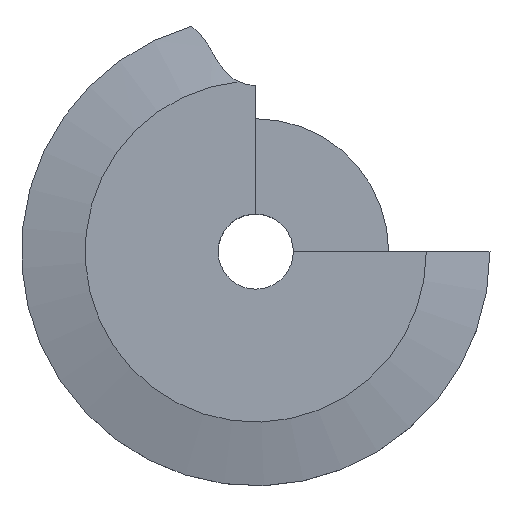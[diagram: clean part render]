
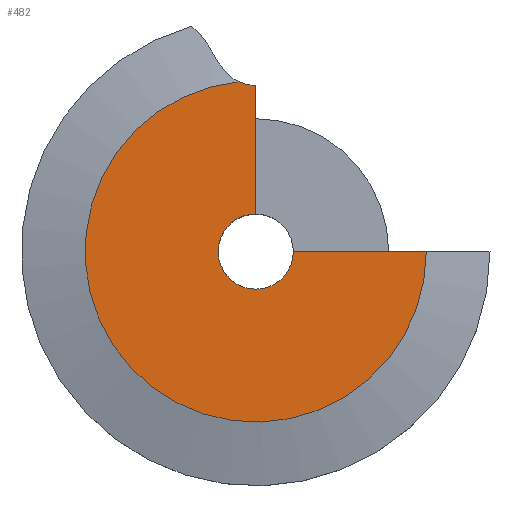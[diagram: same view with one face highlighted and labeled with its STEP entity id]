
A CAD part, top view. The second image highlights one B-rep face of the part: STEP entity #482.
In plain terms, the highlighted planar face has unit normal (0, 0, 1).
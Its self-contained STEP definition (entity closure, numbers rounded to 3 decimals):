
#21 = VECTOR ( 'NONE', #315, 1000. ) ;
#23 = PLANE ( 'NONE',  #502 ) ;
#33 = LINE ( 'NONE', #493, #263 ) ;
#67 = CARTESIAN_POINT ( 'NONE',  ( -3.322, 33.844, 7.302 ) ) ;
#77 = CIRCLE ( 'NONE', #384, 34.007 ) ;
#79 = EDGE_CURVE ( 'NONE', #131, #496, #77, .T. ) ;
#85 = DIRECTION ( 'NONE',  ( 0., 0., -1. ) ) ;
#91 = VERTEX_POINT ( 'NONE', #105 ) ;
#93 = AXIS2_PLACEMENT_3D ( 'NONE', #225, #85, #135 ) ;
#105 = CARTESIAN_POINT ( 'NONE',  ( 0., 33.119, 7.302 ) ) ;
#106 = CARTESIAN_POINT ( 'NONE',  ( 34.007, 0., 7.302 ) ) ;
#109 = DIRECTION ( 'NONE',  ( -1., 0., 0. ) ) ;
#131 = VERTEX_POINT ( 'NONE', #410 ) ;
#134 = EDGE_CURVE ( 'NONE', #131, #486, #33, .T. ) ;
#135 = DIRECTION ( 'NONE',  ( 1., 0., 0. ) ) ;
#143 = ORIENTED_EDGE ( 'NONE', *, *, #381, .F. ) ;
#180 = ORIENTED_EDGE ( 'NONE', *, *, #390, .F. ) ;
#181 = ORIENTED_EDGE ( 'NONE', *, *, #271, .T. ) ;
#225 = CARTESIAN_POINT ( 'NONE',  ( 0., 0., 7.302 ) ) ;
#226 = DIRECTION ( 'NONE',  ( 0., 0., -1. ) ) ;
#227 = DIRECTION ( 'NONE',  ( 0., 0., 1. ) ) ;
#232 = ORIENTED_EDGE ( 'NONE', *, *, #79, .F. ) ;
#239 = VERTEX_POINT ( 'NONE', #302 ) ;
#263 = VECTOR ( 'NONE', #109, 1000. ) ;
#271 = EDGE_CURVE ( 'NONE', #486, #239, #309, .T. ) ;
#276 = ORIENTED_EDGE ( 'NONE', *, *, #134, .T. ) ;
#282 = FACE_OUTER_BOUND ( 'NONE', #319, .T. ) ;
#302 = CARTESIAN_POINT ( 'NONE',  ( 0., 7.5, 7.302 ) ) ;
#309 = CIRCLE ( 'NONE', #93, 7.5 ) ;
#315 = DIRECTION ( 'NONE',  ( 0., -1., 0. ) ) ;
#319 = EDGE_LOOP ( 'NONE', ( #181, #180, #143, #232, #276 ) ) ;
#325 = LINE ( 'NONE', #359, #21 ) ;
#334 = DIRECTION ( 'NONE',  ( 0., 0., 1. ) ) ;
#359 = CARTESIAN_POINT ( 'NONE',  ( 0., 34.007, 7.302 ) ) ;
#381 = EDGE_CURVE ( 'NONE', #496, #91, #477, .T. ) ;
#384 = AXIS2_PLACEMENT_3D ( 'NONE', #434, #226, #521 ) ;
#390 = EDGE_CURVE ( 'NONE', #91, #239, #325, .T. ) ;
#407 = CARTESIAN_POINT ( 'NONE',  ( 7.5, 0., 7.302 ) ) ;
#410 = CARTESIAN_POINT ( 'NONE',  ( 34.007, 0., 7.302 ) ) ;
#414 = AXIS2_PLACEMENT_3D ( 'NONE', #506, #334, #508 ) ;
#434 = CARTESIAN_POINT ( 'NONE',  ( 0., 0., 7.303 ) ) ;
#443 = DIRECTION ( 'NONE',  ( 1., 0., 0. ) ) ;
#477 = CIRCLE ( 'NONE', #414, 7.979 ) ;
#482 = ADVANCED_FACE ( 'NONE', ( #282 ), #23, .T. ) ;
#486 = VERTEX_POINT ( 'NONE', #407 ) ;
#493 = CARTESIAN_POINT ( 'NONE',  ( 34.007, 0., 7.302 ) ) ;
#496 = VERTEX_POINT ( 'NONE', #67 ) ;
#502 = AXIS2_PLACEMENT_3D ( 'NONE', #106, #227, #443 ) ;
#506 = CARTESIAN_POINT ( 'NONE',  ( 0., 41.098, 7.302 ) ) ;
#508 = DIRECTION ( 'NONE',  ( 1., 0., 0. ) ) ;
#521 = DIRECTION ( 'NONE',  ( -1., 0., 0. ) ) ;
